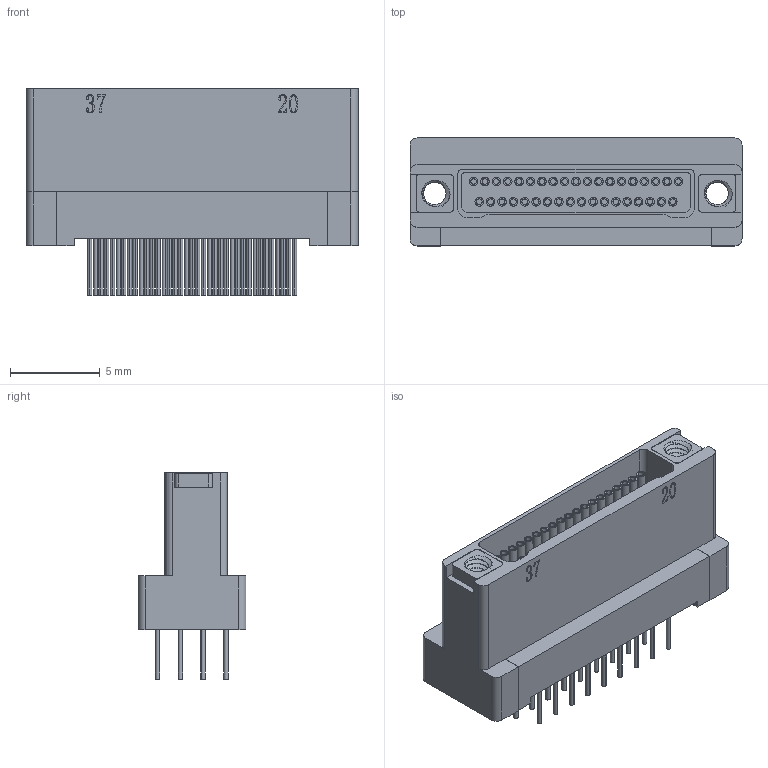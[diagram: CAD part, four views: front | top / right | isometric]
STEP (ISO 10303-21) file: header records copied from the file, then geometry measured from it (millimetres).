
FILE_DESCRIPTION (( 'STEP AP203' ), '1' );
FILE_NAME ('J63A-2H2-037-231-TH.STEP', '2025-04-07T10:10:54', ( '' ), ( '' ), 'SwSTEP 2.0', 'SolidWorks 2021', '' );
FILE_SCHEMA (( 'CONFIG_CONTROL_DESIGN' ));
Length unit declared in the file: millimetre
Products named in the file (1): J63A-2H2-037-231-TH
Bounding box: 18.52 x 6.02 x 11.5 mm (x, y, z)
Volume: 550 mm3; surface area: 1305.1 mm2
Topology: 1 solids, 1 shells, 1131 faces, 2894 edges, 1924 vertices
Faces by surface type: plane 484, cylinder 374, bspline 251, cone 14, torus 8
Entity records: 49441 total; most frequent: CARTESIAN_POINT 23723, ORIENTED_EDGE 5788, DIRECTION 4480, EDGE_CURVE 2894, VERTEX_POINT 1924, LINE 1594, VECTOR 1594, AXIS2_PLACEMENT_3D 1443
